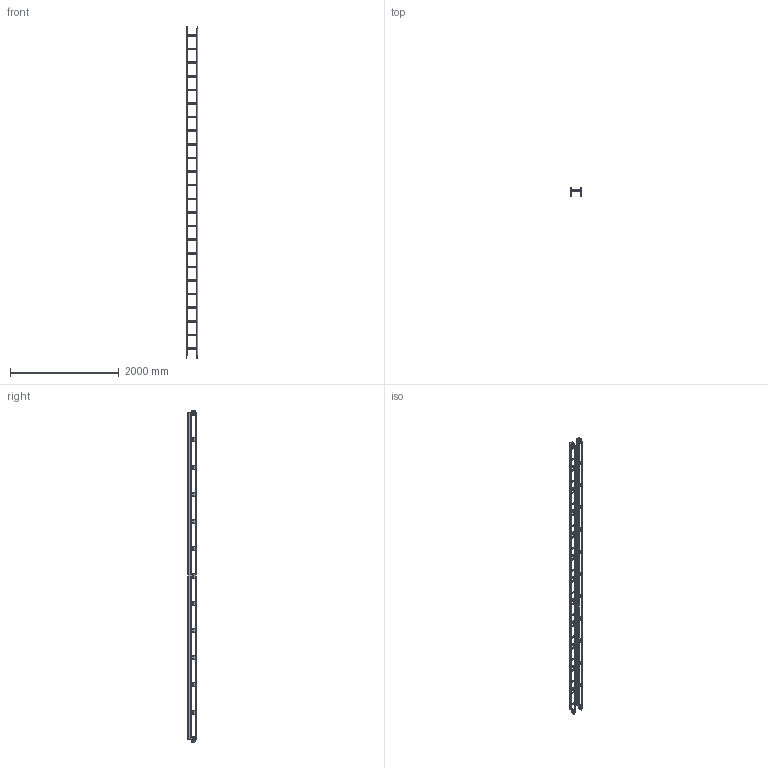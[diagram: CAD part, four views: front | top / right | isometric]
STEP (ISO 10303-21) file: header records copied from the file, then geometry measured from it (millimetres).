
FILE_DESCRIPTION (( 'STEP AP203' ), '1' );
FILE_NAME ('10-02-1570.STEP', '2013-05-02T09:27:03', ( 'asennus' ), ( '' ), 'SwSTEP 2.0', 'SolidWorks 2013', '' );
FILE_SCHEMA (( 'CONFIG_CONTROL_DESIGN' ));
Length unit declared in the file: millimetre
Products named in the file (1): 10-02-1570
Bounding box: 204 x 152.93 x 6100 mm (x, y, z)
Volume: 2968007.8 mm3; surface area: 5406341 mm2
Topology: 54 solids, 54 shells, 2468 faces, 5800 edges, 3440 vertices
Faces by surface type: plane 1636, cylinder 832
Entity records: 69879 total; most frequent: DIRECTION 12402, CARTESIAN_POINT 11709, ORIENTED_EDGE 11600, EDGE_CURVE 5800, LINE 4136, VECTOR 4136, AXIS2_PLACEMENT_3D 4133, VERTEX_POINT 3440
